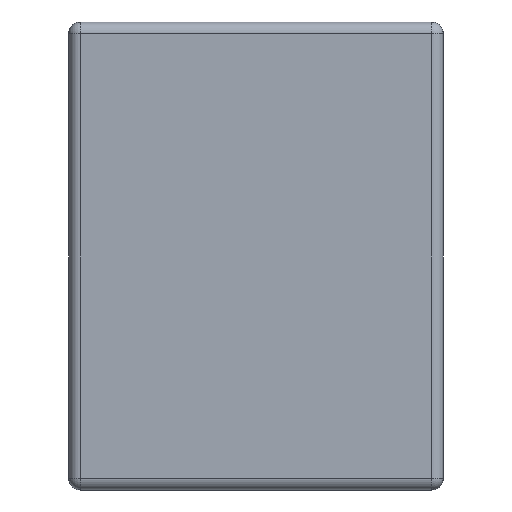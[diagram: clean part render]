
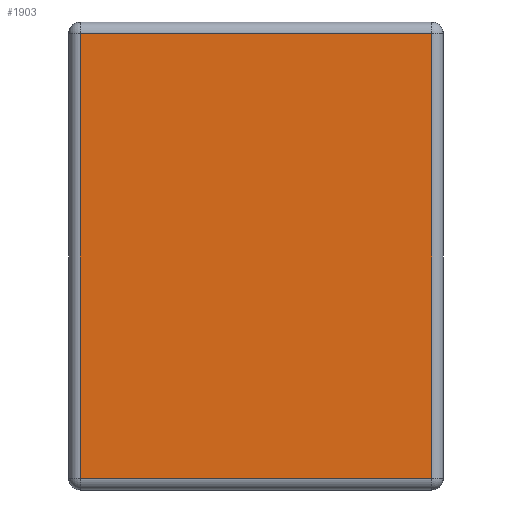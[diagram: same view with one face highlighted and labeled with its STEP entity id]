
A CAD part, left-side view. The second image highlights one B-rep face of the part: STEP entity #1903.
In plain terms, the highlighted planar face has unit normal (-1, 0, 0).
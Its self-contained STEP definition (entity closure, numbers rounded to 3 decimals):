
#82 = EDGE_CURVE ( 'NONE', #2674, #1760, #2379, .T. ) ;
#105 = LINE ( 'NONE', #3257, #2719 ) ;
#266 = ORIENTED_EDGE ( 'NONE', *, *, #1643, .T. ) ;
#272 = CARTESIAN_POINT ( 'NONE',  ( -0.8, 0., 0.975 ) ) ;
#295 = DIRECTION ( 'NONE',  ( -1., 0., 0. ) ) ;
#394 = EDGE_LOOP ( 'NONE', ( #532, #2054, #266, #932 ) ) ;
#453 = EDGE_CURVE ( 'NONE', #1760, #2657, #2679, .T. ) ;
#480 = CARTESIAN_POINT ( 'NONE',  ( -0.8, 0.375, 0.025 ) ) ;
#532 = ORIENTED_EDGE ( 'NONE', *, *, #453, .T. ) ;
#574 = DIRECTION ( 'NONE',  ( 0., 0., 1. ) ) ;
#932 = ORIENTED_EDGE ( 'NONE', *, *, #82, .T. ) ;
#1174 = AXIS2_PLACEMENT_3D ( 'NONE', #1909, #295, #574 ) ;
#1643 = EDGE_CURVE ( 'NONE', #2799, #2674, #3129, .T. ) ;
#1760 = VERTEX_POINT ( 'NONE', #2621 ) ;
#1779 = CARTESIAN_POINT ( 'NONE',  ( -0.8, -0.4, 0.025 ) ) ;
#1830 = DIRECTION ( 'NONE',  ( 0., -1., 0. ) ) ;
#1903 = ADVANCED_FACE ( 'NONE', ( #2497 ), #3021, .T. ) ;
#1909 = CARTESIAN_POINT ( 'NONE',  ( -0.8, 0., 1. ) ) ;
#1938 = DIRECTION ( 'NONE',  ( 0., 0., -1. ) ) ;
#2014 = VECTOR ( 'NONE', #1830, 1000. ) ;
#2054 = ORIENTED_EDGE ( 'NONE', *, *, #3279, .T. ) ;
#2343 = DIRECTION ( 'NONE',  ( 0., 0., 1. ) ) ;
#2379 = LINE ( 'NONE', #3434, #3354 ) ;
#2443 = CARTESIAN_POINT ( 'NONE',  ( -0.8, 0.375, 0.975 ) ) ;
#2497 = FACE_OUTER_BOUND ( 'NONE', #394, .T. ) ;
#2621 = CARTESIAN_POINT ( 'NONE',  ( -0.8, -0.375, 0.975 ) ) ;
#2657 = VERTEX_POINT ( 'NONE', #2443 ) ;
#2674 = VERTEX_POINT ( 'NONE', #3322 ) ;
#2679 = LINE ( 'NONE', #272, #2703 ) ;
#2703 = VECTOR ( 'NONE', #2928, 1000. ) ;
#2719 = VECTOR ( 'NONE', #1938, 1000. ) ;
#2799 = VERTEX_POINT ( 'NONE', #480 ) ;
#2928 = DIRECTION ( 'NONE',  ( 0., 1., 0. ) ) ;
#3021 = PLANE ( 'NONE',  #1174 ) ;
#3129 = LINE ( 'NONE', #1779, #2014 ) ;
#3257 = CARTESIAN_POINT ( 'NONE',  ( -0.8, 0.375, 0. ) ) ;
#3279 = EDGE_CURVE ( 'NONE', #2657, #2799, #105, .T. ) ;
#3322 = CARTESIAN_POINT ( 'NONE',  ( -0.8, -0.375, 0.025 ) ) ;
#3354 = VECTOR ( 'NONE', #2343, 1000. ) ;
#3434 = CARTESIAN_POINT ( 'NONE',  ( -0.8, -0.375, 1. ) ) ;
